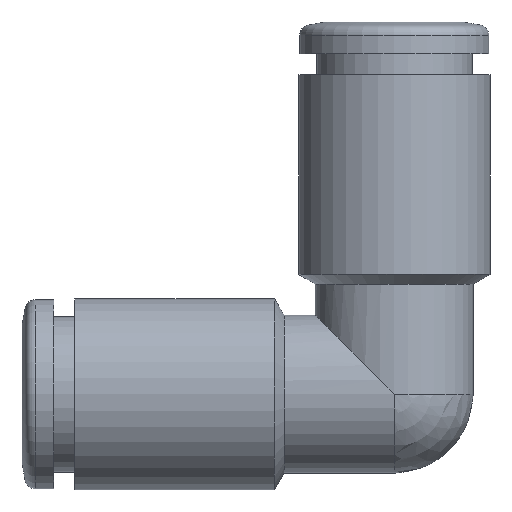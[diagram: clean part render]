
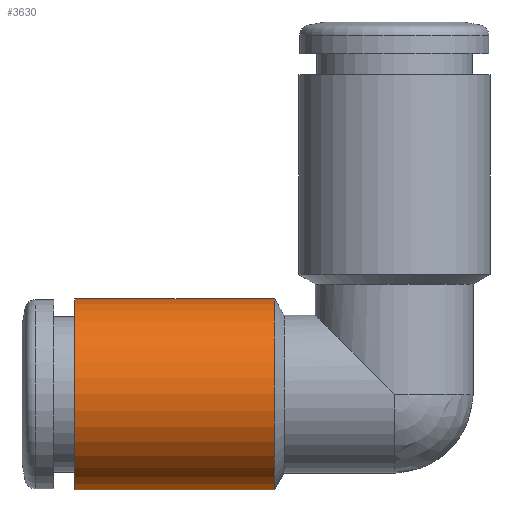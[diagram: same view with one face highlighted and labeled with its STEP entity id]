
A CAD part, front view. The second image highlights one B-rep face of the part: STEP entity #3630.
In plain terms, the highlighted cylindrical face has radius 4.55 mm (diameter 9.1 mm), a full revolution.
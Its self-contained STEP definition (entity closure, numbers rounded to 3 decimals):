
#863=ORIENTED_EDGE('',*,*,#1083,.T.);
#864=ORIENTED_EDGE('',*,*,#1084,.F.);
#963=CIRCLE('',#3513,4.55);
#964=CIRCLE('',#3515,4.55);
#1023=VERTEX_POINT('',#1764);
#1024=VERTEX_POINT('',#1767);
#1083=EDGE_CURVE('',#1023,#1023,#963,.T.);
#1084=EDGE_CURVE('',#1024,#1024,#964,.T.);
#1183=EDGE_LOOP('',(#863));
#1184=EDGE_LOOP('',(#864));
#1294=FACE_BOUND('',#1183,.T.);
#1295=FACE_BOUND('',#1184,.T.);
#1487=DIRECTION('',(1.,0.,0.));
#1488=DIRECTION('',(0.,-4.55,0.));
#1489=DIRECTION('',(1.,0.,0.));
#1490=DIRECTION('',(0.,-1.,0.));
#1491=DIRECTION('',(1.,0.,0.));
#1492=DIRECTION('',(0.,-4.55,0.));
#1764=CARTESIAN_POINT('',(85.747,97.26,0.));
#1765=CARTESIAN_POINT('',(85.747,101.81,0.));
#1766=CARTESIAN_POINT('',(85.747,101.81,0.));
#1767=CARTESIAN_POINT('',(95.247,97.26,0.));
#1768=CARTESIAN_POINT('',(95.247,101.81,0.));
#3513=AXIS2_PLACEMENT_3D('',#1765,#1487,#1488);
#3514=AXIS2_PLACEMENT_3D('',#1766,#1489,#1490);
#3515=AXIS2_PLACEMENT_3D('',#1768,#1491,#1492);
#3582=CYLINDRICAL_SURFACE('',#3514,4.55);
#3630=ADVANCED_FACE('',(#1294,#1295),#3582,.T.);
